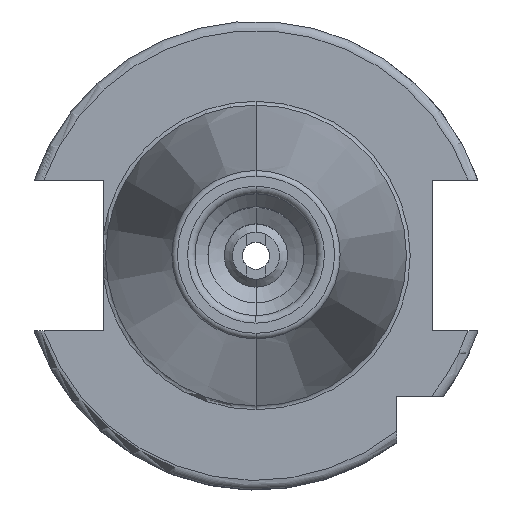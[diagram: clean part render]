
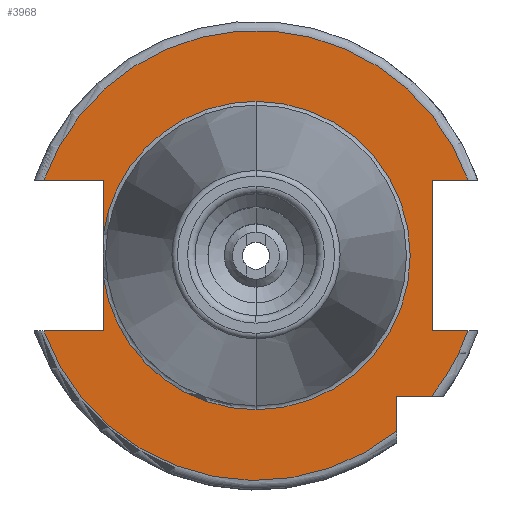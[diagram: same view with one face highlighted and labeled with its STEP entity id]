
A CAD part, top view. The second image highlights one B-rep face of the part: STEP entity #3968.
In plain terms, the highlighted planar face has unit normal (0, 0, 1).
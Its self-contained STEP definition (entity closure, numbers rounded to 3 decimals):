
#565=CARTESIAN_POINT('',(0,0,15.9));
#566=DIRECTION('',(0,0,1));
#567=DIRECTION('',(0.942,0.335,0));
#568=AXIS2_PLACEMENT_3D('',#565,#566,#567);
#616=CARTESIAN_POINT('',(0,0,15.9));
#617=DIRECTION('',(0,0,1));
#618=DIRECTION('',(-0.942,-0.335,0));
#619=AXIS2_PLACEMENT_3D('',#616,#617,#618);
#632=DIRECTION('',(1,0,0));
#633=VECTOR('',#632,6.31);
#634=CARTESIAN_POINT('',(-22.61,-8.05,15.9));
#635=LINE('',#634,#633);
#636=DIRECTION('',(0,1,0));
#637=VECTOR('',#636,5.834);
#638=CARTESIAN_POINT('',(-16.3,-8.05,15.9));
#639=LINE('',#638,#637);
#640=DIRECTION('',(0,1,0));
#641=VECTOR('',#640,5.834);
#642=CARTESIAN_POINT('',(-16.3,2.216,15.9));
#643=LINE('',#642,#641);
#644=DIRECTION('',(1,0,0));
#645=VECTOR('',#644,6.31);
#646=CARTESIAN_POINT('',(-22.61,8.05,15.9));
#647=LINE('',#646,#645);
#648=DIRECTION('',(-1,0,0));
#649=VECTOR('',#648,3.81);
#650=CARTESIAN_POINT('',(22.61,8.05,15.9));
#651=LINE('',#650,#649);
#652=DIRECTION('',(0,-1,0));
#653=VECTOR('',#652,16.1);
#654=CARTESIAN_POINT('',(18.8,8.05,15.9));
#655=LINE('',#654,#653);
#656=DIRECTION('',(-1,0,0));
#657=VECTOR('',#656,3.81);
#658=CARTESIAN_POINT('',(22.61,-8.05,15.9));
#659=LINE('',#658,#657);
#660=CARTESIAN_POINT('',(0,0,15.9));
#661=DIRECTION('',(0,0,1));
#662=DIRECTION('',(0.781,-0.625,0));
#663=AXIS2_PLACEMENT_3D('',#660,#661,#662);
#665=DIRECTION('',(-1,0,0));
#666=VECTOR('',#665,3.735);
#667=CARTESIAN_POINT('',(18.735,-15,15.9));
#668=LINE('',#667,#666);
#669=DIRECTION('',(0,1,0));
#670=VECTOR('',#669,3.735);
#671=CARTESIAN_POINT('',(15,-18.735,15.9));
#672=LINE('',#671,#670);
#684=CARTESIAN_POINT('',(0,0,15.9));
#685=DIRECTION('',(0,0,1));
#686=DIRECTION('',(0,1,0));
#687=AXIS2_PLACEMENT_3D('',#684,#685,#686);
#699=CARTESIAN_POINT('',(0,0,15.9));
#700=DIRECTION('',(0,0,1));
#701=DIRECTION('',(-0.991,-0.135,0));
#702=AXIS2_PLACEMENT_3D('',#699,#700,#701);
#704=CARTESIAN_POINT('',(0,0,15.9));
#705=DIRECTION('',(0,0,-1));
#706=DIRECTION('',(0,1,0));
#707=AXIS2_PLACEMENT_3D('',#704,#705,#706);
#2776=CARTESIAN_POINT('',(0,16.45,15.9));
#2778=VERTEX_POINT('',#2776);
#2798=CARTESIAN_POINT('',(0,-16.45,15.9));
#2800=VERTEX_POINT('',#2798);
#2910=CARTESIAN_POINT('',(-22.61,-8.05,15.9));
#2911=CARTESIAN_POINT('',(-16.3,-8.05,15.9));
#2912=VERTEX_POINT('',#2910);
#2913=VERTEX_POINT('',#2911);
#2914=CARTESIAN_POINT('',(-16.3,-2.216,15.9));
#2915=VERTEX_POINT('',#2914);
#2916=CARTESIAN_POINT('',(-16.3,2.216,15.9));
#2917=CARTESIAN_POINT('',(-16.3,8.05,15.9));
#2918=VERTEX_POINT('',#2916);
#2919=VERTEX_POINT('',#2917);
#2920=CARTESIAN_POINT('',(-22.61,8.05,15.9));
#2921=VERTEX_POINT('',#2920);
#2922=CARTESIAN_POINT('',(18.8,8.05,15.9));
#2923=CARTESIAN_POINT('',(18.8,-8.05,15.9));
#2924=VERTEX_POINT('',#2922);
#2925=VERTEX_POINT('',#2923);
#2926=CARTESIAN_POINT('',(22.61,-8.05,15.9));
#2927=VERTEX_POINT('',#2926);
#2928=CARTESIAN_POINT('',(22.61,8.05,15.9));
#2929=VERTEX_POINT('',#2928);
#2930=CARTESIAN_POINT('',(15,-18.735,15.9));
#2931=CARTESIAN_POINT('',(15,-15,15.9));
#2932=VERTEX_POINT('',#2930);
#2933=VERTEX_POINT('',#2931);
#2934=CARTESIAN_POINT('',(18.735,-15,15.9));
#2935=VERTEX_POINT('',#2934);
#3941=CARTESIAN_POINT('',(0,0,15.9));
#3942=DIRECTION('',(0,0,-1));
#3943=DIRECTION('',(0,-1,0));
#3944=AXIS2_PLACEMENT_3D('',#3941,#3942,#3943);
#3945=PLANE('',#3944);
#3946=ORIENTED_EDGE('',*,*,#3496,.T.);
#3947=ORIENTED_EDGE('',*,*,#3530,.T.);
#3949=ORIENTED_EDGE('',*,*,#3948,.T.);
#3951=ORIENTED_EDGE('',*,*,#3950,.F.);
#3953=ORIENTED_EDGE('',*,*,#3952,.T.);
#3954=ORIENTED_EDGE('',*,*,#3526,.T.);
#3955=ORIENTED_EDGE('',*,*,#3559,.F.);
#3956=ORIENTED_EDGE('',*,*,#3919,.F.);
#3958=ORIENTED_EDGE('',*,*,#3957,.T.);
#3960=ORIENTED_EDGE('',*,*,#3959,.T.);
#3961=ORIENTED_EDGE('',*,*,#3446,.F.);
#3962=ORIENTED_EDGE('',*,*,#3909,.F.);
#3963=ORIENTED_EDGE('',*,*,#3612,.T.);
#3964=ORIENTED_EDGE('',*,*,#3655,.F.);
#3965=ORIENTED_EDGE('',*,*,#3935,.F.);
#3966=EDGE_LOOP('',(#3946,#3947,#3949,#3951,#3953,#3954,#3955,#3956,#3958,#3960,
#3961,#3962,#3963,#3964,#3965));
#3967=FACE_OUTER_BOUND('',#3966,.F.);
#3968=ADVANCED_FACE('',(#3967),#3945,.F.);
#569=CIRCLE('',#568,24);
#620=CIRCLE('',#619,24);
#664=CIRCLE('',#663,24);
#688=CIRCLE('',#687,16.45);
#703=CIRCLE('',#702,16.45);
#708=CIRCLE('',#707,16.45);
#3446=EDGE_CURVE('',#2927,#2925,#659,.T.);
#3496=EDGE_CURVE('',#2912,#2913,#635,.T.);
#3526=EDGE_CURVE('',#2918,#2919,#643,.T.);
#3530=EDGE_CURVE('',#2913,#2915,#639,.T.);
#3559=EDGE_CURVE('',#2921,#2919,#647,.T.);
#3612=EDGE_CURVE('',#2935,#2933,#668,.T.);
#3655=EDGE_CURVE('',#2932,#2933,#672,.T.);
#3909=EDGE_CURVE('',#2935,#2927,#664,.T.);
#3919=EDGE_CURVE('',#2929,#2921,#569,.T.);
#3935=EDGE_CURVE('',#2912,#2932,#620,.T.);
#3948=EDGE_CURVE('',#2915,#2800,#703,.T.);
#3950=EDGE_CURVE('',#2778,#2800,#708,.T.);
#3952=EDGE_CURVE('',#2778,#2918,#688,.T.);
#3957=EDGE_CURVE('',#2929,#2924,#651,.T.);
#3959=EDGE_CURVE('',#2924,#2925,#655,.T.);
